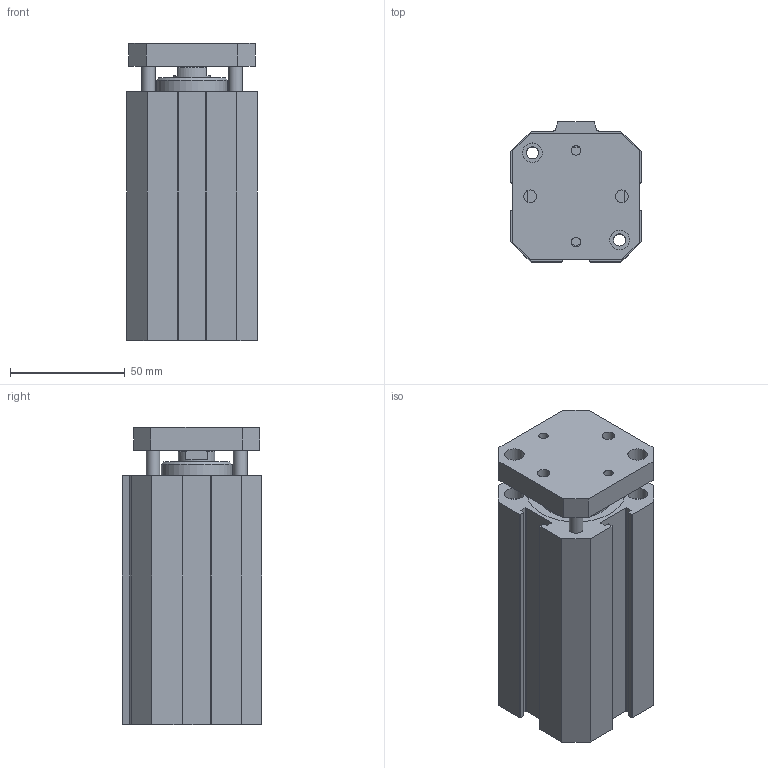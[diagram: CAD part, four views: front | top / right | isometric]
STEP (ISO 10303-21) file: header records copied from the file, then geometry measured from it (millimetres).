
FILE_DESCRIPTION(/* description */ ('Unknown'),/* implementation_level */ '2;1');
FILE_NAME(/* name */ '1501.40.75.AR',/* time_stamp */ '2022-09-15T16:11:55-04:00',/* author */ ('Unknown'),/* organization */ ('Unknown'),/* preprocessor_version */ 'ST-DEVELOPER v18.1',/* originating_system */ 'Solid Edge',/* authorisation */ 'Unknown');
FILE_SCHEMA (('AUTOMOTIVE_DESIGN {1 0 10303 214 3 1 1}'));
Length unit declared in the file: millimetre
Products named in the file (3): 1501.40.75.AR; C_1501_40_0010_AR; S_1501_40_0010_AR
Assembly tree (2 placements, depth 2):
  1501.40.75.AR
    C_1501_40_0010_AR
    S_1501_40_0010_AR
Bounding box: 57 x 61 x 129.5 mm (x, y, z)
Volume: 260671.2 mm3; surface area: 80583.7 mm2
Topology: 2 solids, 2 shells, 137 faces, 338 edges, 227 vertices
Faces by surface type: plane 74, cylinder 58, cone 5
Full cylindrical faces by diameter (mm): 4.134 x2, 5.3 x4, 5.5 x2, 6 x4, 8.5 x8, 8.566 x2, 9 x2, 16 x2, 31 x2, 40 x2, 42.5 x2
Entity records: 3951 total; most frequent: DIRECTION 694, CARTESIAN_POINT 660, ORIENTED_EDGE 588, EDGE_CURVE 294, AXIS2_PLACEMENT_3D 264, VERTEX_POINT 218, EDGE_LOOP 214, FACE_BOUND 214
